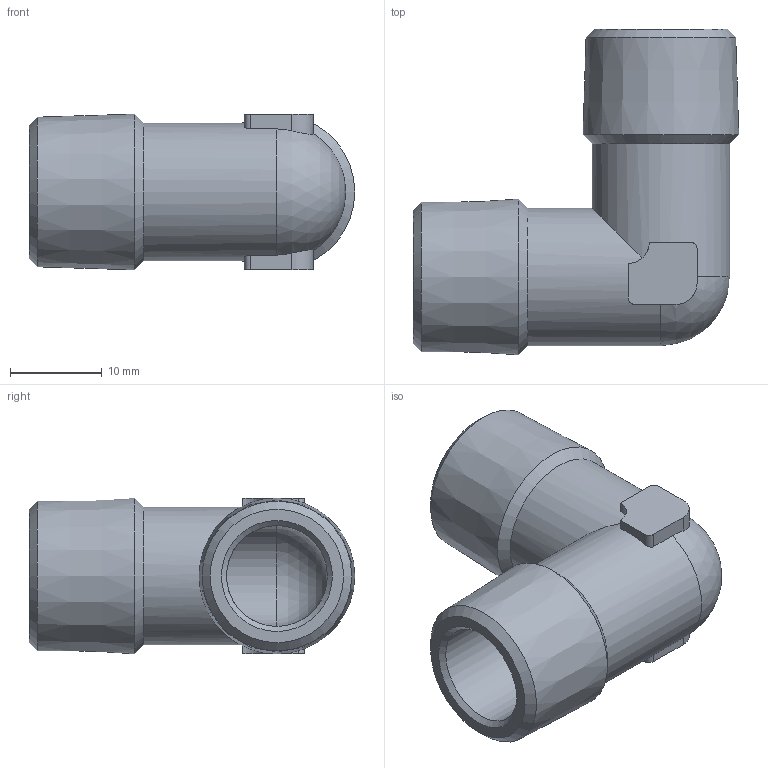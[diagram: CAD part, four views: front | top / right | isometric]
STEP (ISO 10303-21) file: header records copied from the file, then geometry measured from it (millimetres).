
FILE_DESCRIPTION(/* description */ ('STEP AP214'),/* implementation_level */ '2;1');
FILE_NAME(/* name */ '8030225_NPFC-L-2R38-M',/* time_stamp */ '2024-09-12T23:37:14+02:00',/* author */ ('License CC BY-ND 4.0'),/* organization */ ('CADENAS'),/* preprocessor_version */ 'ST-DEVELOPER v19.3',/* originating_system */ 'PARTsolutions',/* authorisation */ ' ');
FILE_SCHEMA (('AUTOMOTIVE_DESIGN {1 0 10303 214 3 1 1}'));
Length unit declared in the file: millimetre
Products named in the file (1): 8030225 NPFC-L-2R38-M
Bounding box: 35.49 x 35.49 x 17 mm (x, y, z)
Volume: 5381.3 mm3; surface area: 4730.5 mm2
Topology: 1 solids, 1 shells, 34 faces, 93 edges, 59 vertices
Faces by surface type: cylinder 12, plane 12, cone 8, sphere 2
Full cylindrical faces by diameter (mm): 11 x2, 15 x2
Entity records: 994 total; most frequent: CARTESIAN_POINT 193, DIRECTION 166, ORIENTED_EDGE 144, EDGE_CURVE 72, AXIS2_PLACEMENT_3D 69, VERTEX_POINT 52, EDGE_LOOP 48, FACE_BOUND 48
